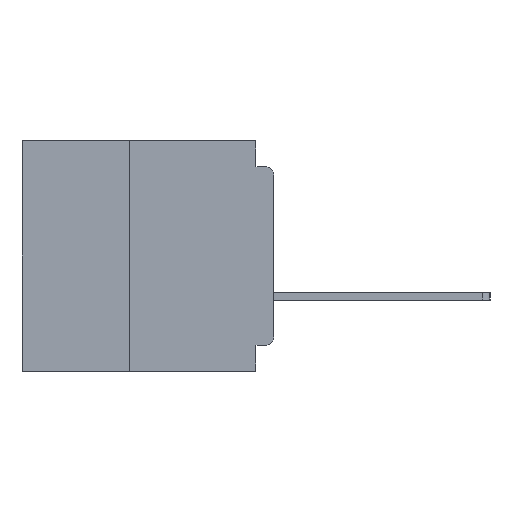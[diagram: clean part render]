
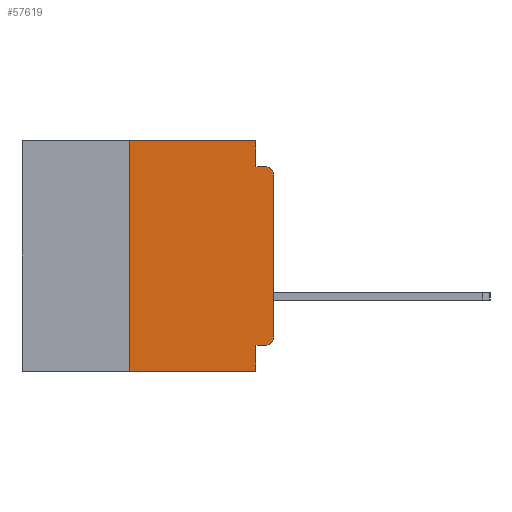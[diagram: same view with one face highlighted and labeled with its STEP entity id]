
A CAD part, left-side view. The second image highlights one B-rep face of the part: STEP entity #57619.
In plain terms, the highlighted planar face has unit normal (-1, 0, 0).
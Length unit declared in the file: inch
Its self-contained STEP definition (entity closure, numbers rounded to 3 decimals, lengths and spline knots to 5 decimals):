
#460 = VERTEX_POINT ( 'NONE', #33298 ) ;
#2048 = VECTOR ( 'NONE', #14185, 39.37008 ) ;
#2889 = EDGE_CURVE ( 'NONE', #63104, #41044, #62334, .T. ) ;
#2952 = CARTESIAN_POINT ( 'NONE',  ( 0., 0.031, -0.4 ) ) ;
#3303 = ORIENTED_EDGE ( 'NONE', *, *, #41878, .F. ) ;
#4135 = ORIENTED_EDGE ( 'NONE', *, *, #15894, .T. ) ;
#4540 = VECTOR ( 'NONE', #4620, 39.37008 ) ;
#4620 = DIRECTION ( 'NONE',  ( 0., 0., -1. ) ) ;
#5210 = CARTESIAN_POINT ( 'NONE',  ( 0., 0.437, -0.4 ) ) ;
#8600 = VECTOR ( 'NONE', #30202, 39.37008 ) ;
#8674 = EDGE_CURVE ( 'NONE', #49115, #50591, #54514, .T. ) ;
#8955 = DIRECTION ( 'NONE',  ( 1., 0., 0. ) ) ;
#9516 = CARTESIAN_POINT ( 'NONE',  ( 0., 0.031, -0.355 ) ) ;
#10182 = LINE ( 'NONE', #55025, #8600 ) ;
#12315 = ORIENTED_EDGE ( 'NONE', *, *, #59783, .F. ) ;
#12865 = ORIENTED_EDGE ( 'NONE', *, *, #50020, .F. ) ;
#13428 = DIRECTION ( 'NONE',  ( -1., 0., 0. ) ) ;
#13815 = DIRECTION ( 'NONE',  ( -1., 0., 0. ) ) ;
#13834 = VERTEX_POINT ( 'NONE', #37929 ) ;
#14185 = DIRECTION ( 'NONE',  ( 0., 0., -1. ) ) ;
#15894 = EDGE_CURVE ( 'NONE', #45668, #49115, #10182, .T. ) ;
#16251 = VERTEX_POINT ( 'NONE', #22692 ) ;
#18556 = VECTOR ( 'NONE', #29180, 39.37008 ) ;
#19039 = LINE ( 'NONE', #45284, #57334 ) ;
#19695 = CARTESIAN_POINT ( 'NONE',  ( 0., 0.25, -0.4 ) ) ;
#20113 = LINE ( 'NONE', #64053, #18556 ) ;
#20909 = CARTESIAN_POINT ( 'NONE',  ( 0., 0., -0.34 ) ) ;
#22454 = VECTOR ( 'NONE', #55582, 39.37008 ) ;
#22692 = CARTESIAN_POINT ( 'NONE',  ( 0., 0.031, -0.045 ) ) ;
#25926 = DIRECTION ( 'NONE',  ( 0., -1., 0. ) ) ;
#27569 = FACE_OUTER_BOUND ( 'NONE', #48671, .T. ) ;
#27915 = AXIS2_PLACEMENT_3D ( 'NONE', #43521, #13428, #48491 ) ;
#28609 = ORIENTED_EDGE ( 'NONE', *, *, #8674, .T. ) ;
#29176 = LINE ( 'NONE', #34698, #2048 ) ;
#29180 = DIRECTION ( 'NONE',  ( 0., -1., 0. ) ) ;
#29190 = PLANE ( 'NONE',  #52924 ) ;
#30197 = CARTESIAN_POINT ( 'NONE',  ( 0., 0.031, -0.4 ) ) ;
#30202 = DIRECTION ( 'NONE',  ( 0., 0., 1. ) ) ;
#31624 = EDGE_CURVE ( 'NONE', #13834, #45668, #43166, .T. ) ;
#31788 = VERTEX_POINT ( 'NONE', #9516 ) ;
#32588 = CARTESIAN_POINT ( 'NONE',  ( 0., 0., -0.06 ) ) ;
#33298 = CARTESIAN_POINT ( 'NONE',  ( 0., 0.25, 0. ) ) ;
#33592 = LINE ( 'NONE', #50750, #43696 ) ;
#34038 = CARTESIAN_POINT ( 'NONE',  ( 0., 0.437, 0. ) ) ;
#34559 = VECTOR ( 'NONE', #53908, 39.37008 ) ;
#34698 = CARTESIAN_POINT ( 'NONE',  ( 0., 0.031, 0. ) ) ;
#35765 = ORIENTED_EDGE ( 'NONE', *, *, #43204, .F. ) ;
#37929 = CARTESIAN_POINT ( 'NONE',  ( 0., 0.015, -0.355 ) ) ;
#40176 = VERTEX_POINT ( 'NONE', #45219 ) ;
#41044 = VERTEX_POINT ( 'NONE', #2952 ) ;
#41878 = EDGE_CURVE ( 'NONE', #31788, #41044, #59675, .T. ) ;
#42049 = AXIS2_PLACEMENT_3D ( 'NONE', #43904, #13815, #48874 ) ;
#43166 = CIRCLE ( 'NONE', #27915, 0.015 ) ;
#43204 = EDGE_CURVE ( 'NONE', #40176, #16251, #29176, .T. ) ;
#43521 = CARTESIAN_POINT ( 'NONE',  ( 0., 0.015, -0.34 ) ) ;
#43623 = ORIENTED_EDGE ( 'NONE', *, *, #31624, .T. ) ;
#43696 = VECTOR ( 'NONE', #25926, 39.37008 ) ;
#43904 = CARTESIAN_POINT ( 'NONE',  ( 0., 0.015, -0.06 ) ) ;
#44232 = DIRECTION ( 'NONE',  ( 0., 0., -1. ) ) ;
#44306 = ORIENTED_EDGE ( 'NONE', *, *, #45450, .F. ) ;
#45219 = CARTESIAN_POINT ( 'NONE',  ( 0., 0.031, 0. ) ) ;
#45284 = CARTESIAN_POINT ( 'NONE',  ( 0., 0.25, -0.4 ) ) ;
#45450 = EDGE_CURVE ( 'NONE', #13834, #31788, #62623, .T. ) ;
#45668 = VERTEX_POINT ( 'NONE', #20909 ) ;
#47795 = ORIENTED_EDGE ( 'NONE', *, *, #2889, .T. ) ;
#48491 = DIRECTION ( 'NONE',  ( 0., 0., -1. ) ) ;
#48671 = EDGE_LOOP ( 'NONE', ( #4135, #28609, #63900, #35765, #12315, #12865, #47795, #3303, #44306, #43623 ) ) ;
#48874 = DIRECTION ( 'NONE',  ( 0., 0., -1. ) ) ;
#49115 = VERTEX_POINT ( 'NONE', #32588 ) ;
#50020 = EDGE_CURVE ( 'NONE', #63104, #460, #19039, .T. ) ;
#50271 = DIRECTION ( 'NONE',  ( 0., 0., 1. ) ) ;
#50591 = VERTEX_POINT ( 'NONE', #62615 ) ;
#50750 = CARTESIAN_POINT ( 'NONE',  ( 0., 0.437, 0. ) ) ;
#52924 = AXIS2_PLACEMENT_3D ( 'NONE', #34038, #8955, #44232 ) ;
#53908 = DIRECTION ( 'NONE',  ( 0., 1., 0. ) ) ;
#54514 = CIRCLE ( 'NONE', #42049, 0.015 ) ;
#55025 = CARTESIAN_POINT ( 'NONE',  ( 0., 0., 0. ) ) ;
#55582 = DIRECTION ( 'NONE',  ( 0., -1., 0. ) ) ;
#57334 = VECTOR ( 'NONE', #50271, 39.37008 ) ;
#57619 = ADVANCED_FACE ( 'NONE', ( #27569 ), #29190, .F. ) ;
#59675 = LINE ( 'NONE', #30197, #4540 ) ;
#59783 = EDGE_CURVE ( 'NONE', #460, #40176, #33592, .T. ) ;
#60182 = EDGE_CURVE ( 'NONE', #16251, #50591, #20113, .T. ) ;
#62334 = LINE ( 'NONE', #5210, #22454 ) ;
#62615 = CARTESIAN_POINT ( 'NONE',  ( 0., 0.015, -0.045 ) ) ;
#62623 = LINE ( 'NONE', #63986, #34559 ) ;
#63104 = VERTEX_POINT ( 'NONE', #19695 ) ;
#63900 = ORIENTED_EDGE ( 'NONE', *, *, #60182, .F. ) ;
#63986 = CARTESIAN_POINT ( 'NONE',  ( 0., 0., -0.355 ) ) ;
#64053 = CARTESIAN_POINT ( 'NONE',  ( 0., 0., -0.045 ) ) ;
